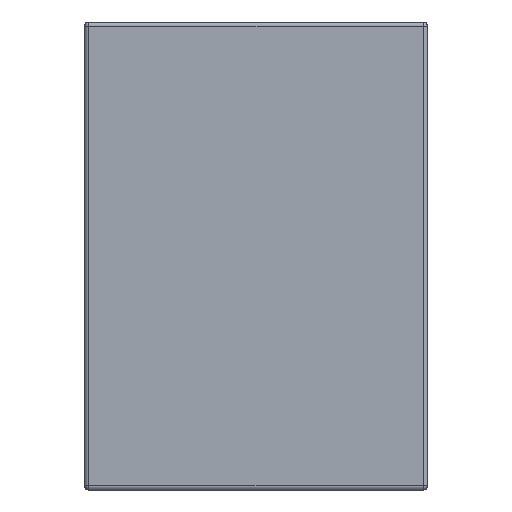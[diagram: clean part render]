
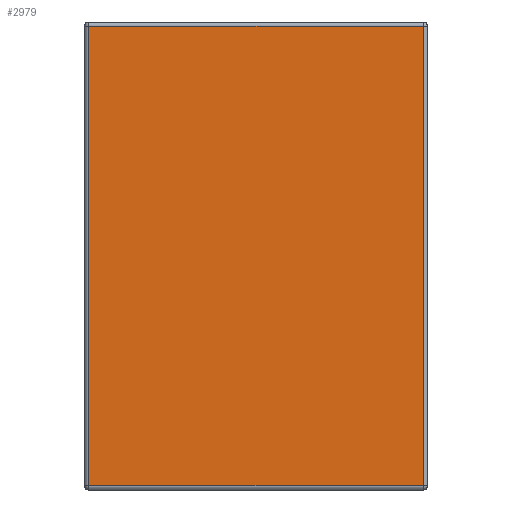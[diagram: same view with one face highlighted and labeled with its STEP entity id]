
A CAD part, front view. The second image highlights one B-rep face of the part: STEP entity #2979.
In plain terms, the highlighted planar face has unit normal (0, -1, 0).
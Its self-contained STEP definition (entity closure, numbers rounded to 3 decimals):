
#181=PLANE('',#3120);
#267=LINE('',#3879,#595);
#271=LINE('',#3902,#599);
#275=LINE('',#3911,#603);
#279=LINE('',#3920,#607);
#595=VECTOR('',#3257,8.3);
#599=VECTOR('',#3283,11.4);
#603=VECTOR('',#3293,8.3);
#607=VECTOR('',#3303,11.4);
#946=FACE_OUTER_BOUND('',#1047,.T.);
#1047=EDGE_LOOP('',(#2120,#2121,#2122,#2123));
#1214=VERTEX_POINT('',#3868);
#1215=VERTEX_POINT('',#3872);
#1220=VERTEX_POINT('',#3888);
#1223=VERTEX_POINT('',#3895);
#1613=EDGE_CURVE('',#1215,#1214,#267,.T.);
#1624=EDGE_CURVE('',#1223,#1215,#271,.T.);
#1629=EDGE_CURVE('',#1220,#1223,#275,.T.);
#1634=EDGE_CURVE('',#1214,#1220,#279,.T.);
#2120=ORIENTED_EDGE('',*,*,#1613,.F.);
#2121=ORIENTED_EDGE('',*,*,#1624,.F.);
#2122=ORIENTED_EDGE('',*,*,#1629,.F.);
#2123=ORIENTED_EDGE('',*,*,#1634,.F.);
#2979=ADVANCED_FACE('',(#946),#181,.F.);
#3120=AXIS2_PLACEMENT_3D('',#3944,#3325,#3326);
#3257=DIRECTION('',(-1.,0.,0.));
#3283=DIRECTION('',(0.,0.,-1.));
#3293=DIRECTION('',(1.,0.,0.));
#3303=DIRECTION('',(0.,0.,1.));
#3325=DIRECTION('center_axis',(0.,1.,0.));
#3326=DIRECTION('ref_axis',(0.,0.,1.));
#3868=CARTESIAN_POINT('',(-4.15,0.,-5.7));
#3872=CARTESIAN_POINT('',(4.15,0.,-5.7));
#3879=CARTESIAN_POINT('',(4.15,0.,-5.7));
#3888=CARTESIAN_POINT('',(-4.15,0.,5.7));
#3895=CARTESIAN_POINT('',(4.15,0.,5.7));
#3902=CARTESIAN_POINT('',(4.15,0.,5.7));
#3911=CARTESIAN_POINT('',(-4.15,0.,5.7));
#3920=CARTESIAN_POINT('',(-4.15,0.,-5.7));
#3944=CARTESIAN_POINT('Origin',(0.,0.,0.));
